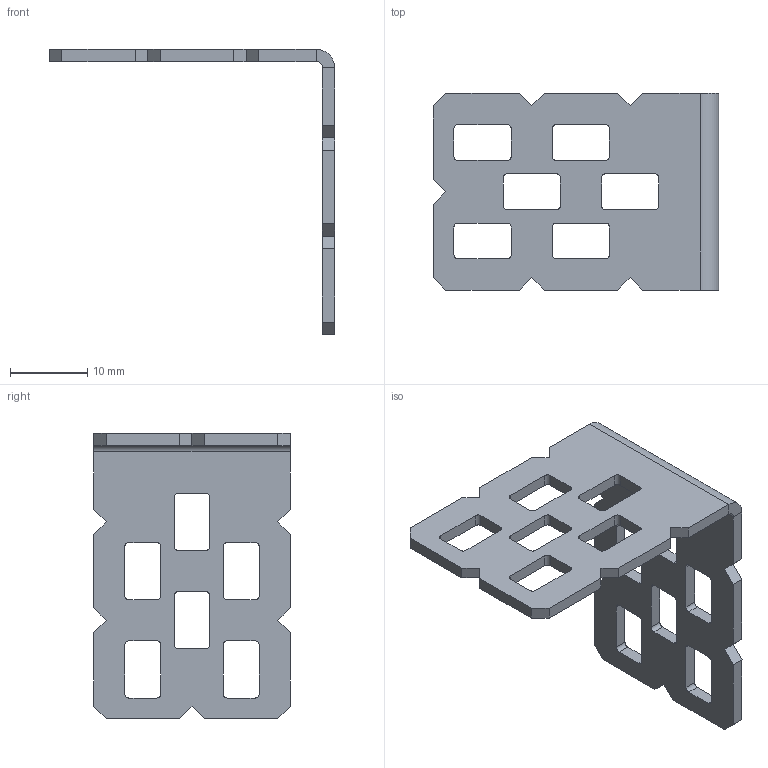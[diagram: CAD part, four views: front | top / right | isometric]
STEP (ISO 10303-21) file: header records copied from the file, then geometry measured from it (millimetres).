
FILE_DESCRIPTION (( 'STEP AP214' ), '1' );
FILE_NAME ('276-7761-002 Rev1.STEP', '2020-10-12T19:53:07', ( '' ), ( '' ), 'SwSTEP 2.0', 'SolidWorks 2019', '' );
FILE_SCHEMA (( 'AUTOMOTIVE_DESIGN' ));
Length unit declared in the file: inch
Products named in the file (1): 276-7761-002 Rev1
Bounding box: 36.83 x 25.4 x 36.83 mm (x, y, z)
Volume: 2165.9 mm3; surface area: 3507.8 mm2
Topology: 1 solids, 1 shells, 144 faces, 418 edges, 276 vertices
Faces by surface type: plane 94, cylinder 50
Entity records: 4826 total; most frequent: CARTESIAN_POINT 839, ORIENTED_EDGE 836, DIRECTION 808, EDGE_CURVE 418, LINE 318, VECTOR 318, VERTEX_POINT 276, AXIS2_PLACEMENT_3D 245
